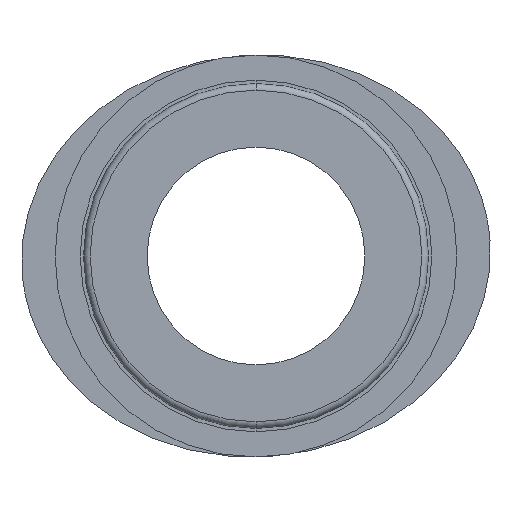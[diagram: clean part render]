
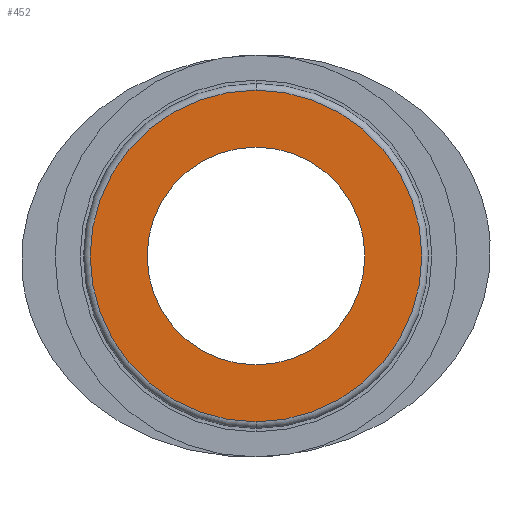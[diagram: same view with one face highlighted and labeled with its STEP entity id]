
A CAD part, front view. The second image highlights one B-rep face of the part: STEP entity #452.
In plain terms, the highlighted planar face has unit normal (0, -1, 0).
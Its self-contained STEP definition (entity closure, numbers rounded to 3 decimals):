
#3 = VERTEX_POINT ( 'NONE', #475 ) ;
#9 = DIRECTION ( 'NONE',  ( 0., -1., 0. ) ) ;
#30 = CARTESIAN_POINT ( 'NONE',  ( 4.95, -0.011, 0. ) ) ;
#31 = EDGE_LOOP ( 'NONE', ( #124, #941 ) ) ;
#48 = CIRCLE ( 'NONE', #58, 4.95 ) ;
#58 = AXIS2_PLACEMENT_3D ( 'NONE', #441, #665, #954 ) ;
#124 = ORIENTED_EDGE ( 'NONE', *, *, #845, .F. ) ;
#159 = DIRECTION ( 'NONE',  ( 0., 0., -1. ) ) ;
#174 = ORIENTED_EDGE ( 'NONE', *, *, #635, .T. ) ;
#176 = ORIENTED_EDGE ( 'NONE', *, *, #482, .T. ) ;
#267 = DIRECTION ( 'NONE',  ( 0., -1., 0. ) ) ;
#270 = FACE_BOUND ( 'NONE', #31, .T. ) ;
#293 = AXIS2_PLACEMENT_3D ( 'NONE', #585, #267, #791 ) ;
#367 = AXIS2_PLACEMENT_3D ( 'NONE', #693, #763, #766 ) ;
#423 = CARTESIAN_POINT ( 'NONE',  ( 0., -0.011, -4.95 ) ) ;
#441 = CARTESIAN_POINT ( 'NONE',  ( 0., -0.011, 0. ) ) ;
#452 = ADVANCED_FACE ( 'NONE', ( #781, #270 ), #616, .T. ) ;
#465 = CARTESIAN_POINT ( 'NONE',  ( 0., -0.011, -3.25 ) ) ;
#475 = CARTESIAN_POINT ( 'NONE',  ( 0., -0.011, 3.25 ) ) ;
#478 = CIRCLE ( 'NONE', #367, 3.25 ) ;
#481 = VERTEX_POINT ( 'NONE', #423 ) ;
#482 = EDGE_CURVE ( 'NONE', #481, #784, #969, .T. ) ;
#508 = EDGE_CURVE ( 'NONE', #3, #702, #728, .T. ) ;
#585 = CARTESIAN_POINT ( 'NONE',  ( 0., -0.011, 0. ) ) ;
#616 = PLANE ( 'NONE',  #721 ) ;
#635 = EDGE_CURVE ( 'NONE', #784, #481, #48, .T. ) ;
#641 = DIRECTION ( 'NONE',  ( 0., -1., 0. ) ) ;
#649 = CARTESIAN_POINT ( 'NONE',  ( 0., -0.011, 0. ) ) ;
#655 = EDGE_LOOP ( 'NONE', ( #176, #174 ) ) ;
#665 = DIRECTION ( 'NONE',  ( 0., -1., 0. ) ) ;
#693 = CARTESIAN_POINT ( 'NONE',  ( 0., -0.011, 0. ) ) ;
#702 = VERTEX_POINT ( 'NONE', #465 ) ;
#721 = AXIS2_PLACEMENT_3D ( 'NONE', #30, #9, #159 ) ;
#728 = CIRCLE ( 'NONE', #293, 3.25 ) ;
#763 = DIRECTION ( 'NONE',  ( 0., -1., 0. ) ) ;
#766 = DIRECTION ( 'NONE',  ( 0., 0., -1. ) ) ;
#778 = DIRECTION ( 'NONE',  ( 0., 0., -1. ) ) ;
#781 = FACE_OUTER_BOUND ( 'NONE', #655, .T. ) ;
#784 = VERTEX_POINT ( 'NONE', #833 ) ;
#791 = DIRECTION ( 'NONE',  ( 0., 0., -1. ) ) ;
#833 = CARTESIAN_POINT ( 'NONE',  ( 0., -0.011, 4.95 ) ) ;
#845 = EDGE_CURVE ( 'NONE', #702, #3, #478, .T. ) ;
#867 = AXIS2_PLACEMENT_3D ( 'NONE', #649, #641, #778 ) ;
#941 = ORIENTED_EDGE ( 'NONE', *, *, #508, .F. ) ;
#954 = DIRECTION ( 'NONE',  ( 0., 0., -1. ) ) ;
#969 = CIRCLE ( 'NONE', #867, 4.95 ) ;
